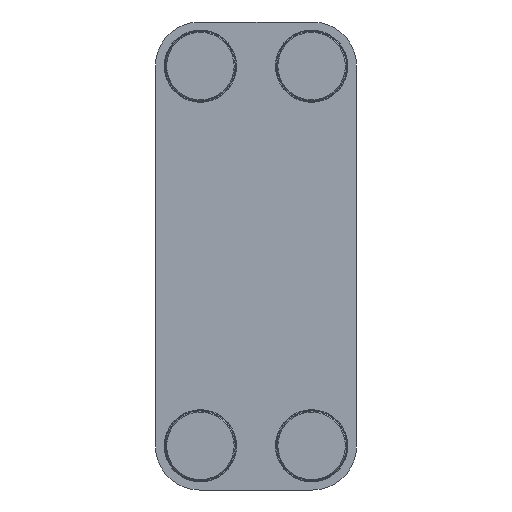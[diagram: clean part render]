
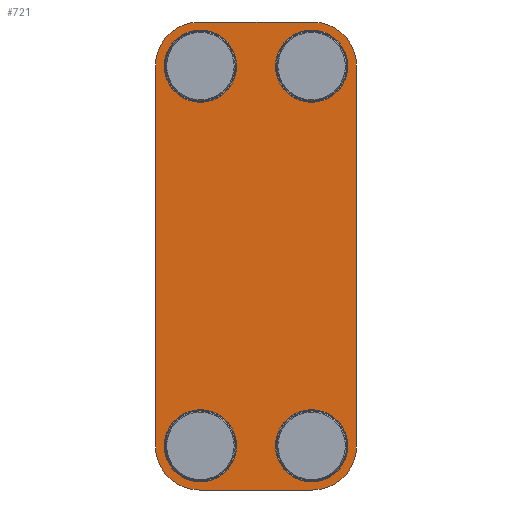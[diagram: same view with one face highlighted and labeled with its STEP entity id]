
A CAD part, front view. The second image highlights one B-rep face of the part: STEP entity #721.
In plain terms, the highlighted planar face has unit normal (0, -1, 0).
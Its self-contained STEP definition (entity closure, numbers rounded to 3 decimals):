
#139=FACE_OUTER_BOUND('',#233,.T.);
#233=EDGE_LOOP('',(#568,#569,#570,#571,#572,#573,#574,#575));
#304=VERTEX_POINT('',#2576);
#305=VERTEX_POINT('',#2578);
#306=VERTEX_POINT('',#2582);
#307=VERTEX_POINT('',#2586);
#308=VERTEX_POINT('',#2590);
#309=VERTEX_POINT('',#2594);
#310=VERTEX_POINT('',#2596);
#311=VERTEX_POINT('',#2598);
#393=EDGE_CURVE('',#305,#304,#1211,.T.);
#396=EDGE_CURVE('',#304,#306,#851,.T.);
#398=EDGE_CURVE('',#306,#307,#1215,.T.);
#400=EDGE_CURVE('',#307,#308,#852,.T.);
#401=EDGE_CURVE('',#308,#309,#1217,.T.);
#402=EDGE_CURVE('',#309,#310,#853,.T.);
#403=EDGE_CURVE('',#310,#311,#1218,.T.);
#404=EDGE_CURVE('',#311,#305,#854,.T.);
#568=ORIENTED_EDGE('',*,*,#398,.T.);
#569=ORIENTED_EDGE('',*,*,#400,.T.);
#570=ORIENTED_EDGE('',*,*,#401,.T.);
#571=ORIENTED_EDGE('',*,*,#402,.T.);
#572=ORIENTED_EDGE('',*,*,#403,.T.);
#573=ORIENTED_EDGE('',*,*,#404,.T.);
#574=ORIENTED_EDGE('',*,*,#393,.T.);
#575=ORIENTED_EDGE('',*,*,#396,.T.);
#661=PLANE('',#1512);
#721=ADVANCED_FACE('',(#139),#661,.T.);
#851=CIRCLE('',#1508,27.);
#852=CIRCLE('',#1511,27.);
#853=CIRCLE('',#1513,27.);
#854=CIRCLE('',#1514,27.);
#1211=LINE('',#2579,#1323);
#1215=LINE('',#2588,#1327);
#1217=LINE('',#2595,#1329);
#1218=LINE('',#2599,#1330);
#1323=VECTOR('',#1936,10.);
#1327=VECTOR('',#1946,10.);
#1329=VECTOR('',#1954,10.);
#1330=VECTOR('',#1957,10.);
#1508=AXIS2_PLACEMENT_3D('',#2584,#1941,#1942);
#1511=AXIS2_PLACEMENT_3D('',#2592,#1950,#1951);
#1512=AXIS2_PLACEMENT_3D('',#2593,#1952,#1953);
#1513=AXIS2_PLACEMENT_3D('',#2597,#1955,#1956);
#1514=AXIS2_PLACEMENT_3D('',#2600,#1958,#1959);
#1936=DIRECTION('',(0.,0.,-1.));
#1941=DIRECTION('center_axis',(0.,-1.,0.));
#1942=DIRECTION('ref_axis',(-1.,0.,0.));
#1946=DIRECTION('',(1.,0.,0.));
#1950=DIRECTION('center_axis',(0.,-1.,0.));
#1951=DIRECTION('ref_axis',(0.,0.,-1.));
#1952=DIRECTION('center_axis',(0.,-1.,0.));
#1953=DIRECTION('ref_axis',(1.,0.,0.));
#1954=DIRECTION('',(0.,0.,1.));
#1955=DIRECTION('center_axis',(0.,-1.,0.));
#1956=DIRECTION('ref_axis',(1.,0.,0.));
#1957=DIRECTION('',(-1.,0.,0.));
#1958=DIRECTION('center_axis',(0.,-1.,0.));
#1959=DIRECTION('ref_axis',(0.,0.,
1.));
#2576=CARTESIAN_POINT('',(-61.5,0.,27.));
#2578=CARTESIAN_POINT('',(-61.5,0.,259.));
#2579=CARTESIAN_POINT('',(-61.5,0.,259.));
#2582=CARTESIAN_POINT('',(-34.5,0.,0.));
#2584=CARTESIAN_POINT('Origin',(-34.5,0.,27.));
#2586=CARTESIAN_POINT('',(34.5,0.,0.));
#2588=CARTESIAN_POINT('',(-34.5,0.,0.));
#2590=CARTESIAN_POINT('',(61.5,0.,27.));
#2592=CARTESIAN_POINT('Origin',(34.5,0.,27.));
#2593=CARTESIAN_POINT('Origin',(0.,0.,
143.));
#2594=CARTESIAN_POINT('',(61.5,0.,259.));
#2595=CARTESIAN_POINT('',(61.5,0.,27.));
#2596=CARTESIAN_POINT('',(34.5,0.,286.));
#2597=CARTESIAN_POINT('Origin',(34.5,0.,259.));
#2598=CARTESIAN_POINT('',(-34.5,0.,286.));
#2599=CARTESIAN_POINT('',(34.5,0.,286.));
#2600=CARTESIAN_POINT('Origin',(-34.5,0.,259.));
